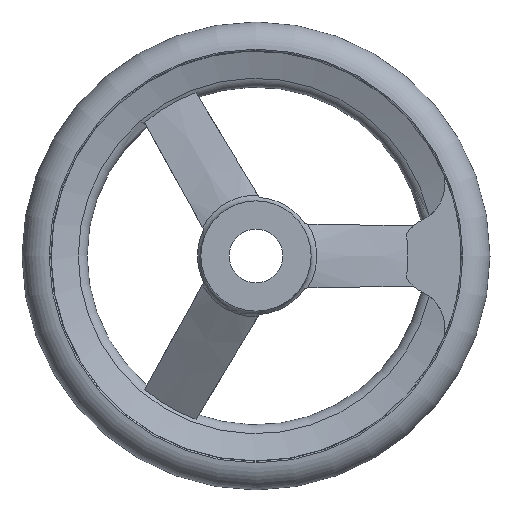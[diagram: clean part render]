
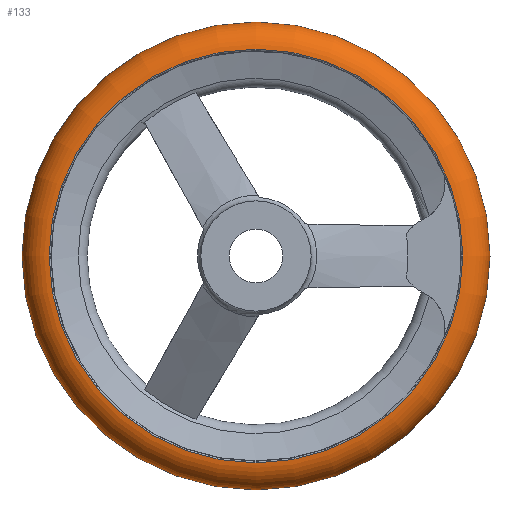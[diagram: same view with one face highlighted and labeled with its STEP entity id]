
A CAD part, front view. The second image highlights one B-rep face of the part: STEP entity #133.
In plain terms, the highlighted toroidal (fillet/blend) face has major radius 61.5 mm and minor radius 8.5 mm.
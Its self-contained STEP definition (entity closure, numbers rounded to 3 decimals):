
#133 = ADVANCED_FACE( '', ( #278, #279, #280 ), #281, .T. );
#278 = FACE_BOUND( '', #420, .T. );
#279 = FACE_OUTER_BOUND( '', #421, .T. );
#280 = FACE_OUTER_BOUND( '', #422, .T. );
#281 = TOROIDAL_SURFACE( '', #423, 61.5, 8.5 );
#420 = VERTEX_LOOP( '', #757 );
#421 = EDGE_LOOP( '', ( #758 ) );
#422 = EDGE_LOOP( '', ( #759 ) );
#423 = AXIS2_PLACEMENT_3D( '', #760, #761, #762 );
#757 = VERTEX_POINT( '', #918 );
#758 = ORIENTED_EDGE( '', *, *, #788, .T. );
#759 = ORIENTED_EDGE( '', *, *, #904, .F. );
#760 = CARTESIAN_POINT( '', ( 0., 29.5, 0. ) );
#761 = DIRECTION( '', ( 0., -1., 0. ) );
#762 = DIRECTION( '', ( 0., 0., -1. ) );
#788 = EDGE_CURVE( '', #926, #926, #927, .T. );
#904 = EDGE_CURVE( '', #1107, #1107, #1108, .T. );
#918 = CARTESIAN_POINT( '', ( 0., 29.5, -70. ) );
#926 = VERTEX_POINT( '', #1131 );
#927 = CIRCLE( '', #1132, 61.854 );
#1107 = VERTEX_POINT( '', #1726 );
#1108 = CIRCLE( '', #1727, 61.854 );
#1131 = CARTESIAN_POINT( '', ( 0., 37.993, -61.854 ) );
#1132 = AXIS2_PLACEMENT_3D( '', #1773, #1774, #1775 );
#1726 = CARTESIAN_POINT( '', ( 0., 21.007, -61.854 ) );
#1727 = AXIS2_PLACEMENT_3D( '', #1896, #1897, #1898 );
#1773 = CARTESIAN_POINT( '', ( 0., 37.993, 0. ) );
#1774 = DIRECTION( '', ( 0., -1., 0. ) );
#1775 = DIRECTION( '', ( 0., 0., -1. ) );
#1896 = CARTESIAN_POINT( '', ( 0., 21.007, 0. ) );
#1897 = DIRECTION( '', ( 0., -1., 0. ) );
#1898 = DIRECTION( '', ( 0., 0., -1. ) );
